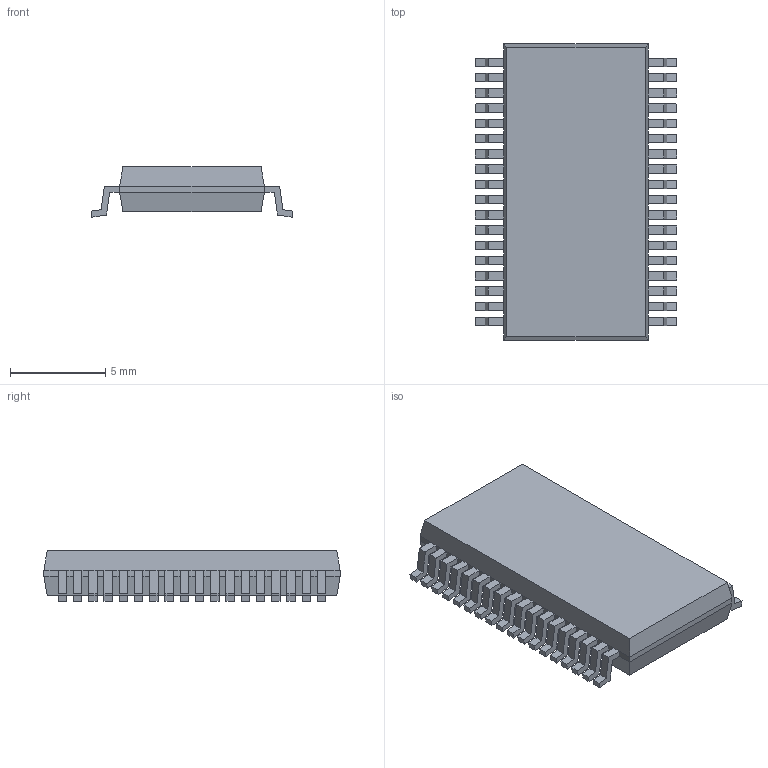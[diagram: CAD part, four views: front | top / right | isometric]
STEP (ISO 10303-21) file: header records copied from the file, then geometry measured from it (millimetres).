
FILE_DESCRIPTION( ( '' ), ' ' );
FILE_NAME( '5a69e12e164f1f0c327dae65.step', '2018-01-25T13:52:46', ( '' ), ( '' ), ' ', ' ', ' ' );
FILE_SCHEMA( ( 'AUTOMOTIVE_DESIGN { 1 0 10303 214 1 1 1 1 }' ) );
Length unit declared in the file: metre
Products named in the file (1): Open CASCADE STEP translator 6.8 1
Bounding box: 10.6 x 15.55 x 2.64 mm (x, y, z)
Volume: 282.3 mm3; surface area: 467.8 mm2
Topology: 1 solids, 1 shells, 374 faces, 964 edges, 592 vertices
Faces by surface type: plane 374
Entity records: 18760 total; most frequent: CARTESIAN_POINT 1931, ORIENTED_EDGE 1928, DIRECTION 1714, STYLED_ITEM 1338, PRESENTATION_STYLE_ASSIGNMENT 1338, COLOUR_RGB 1338, EDGE_CURVE 964, CURVE_STYLE 964
